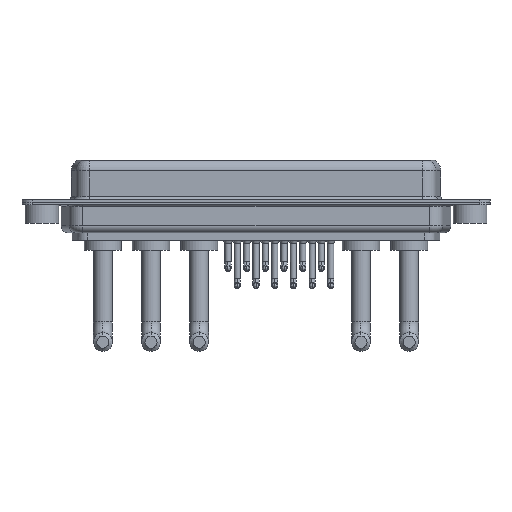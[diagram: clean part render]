
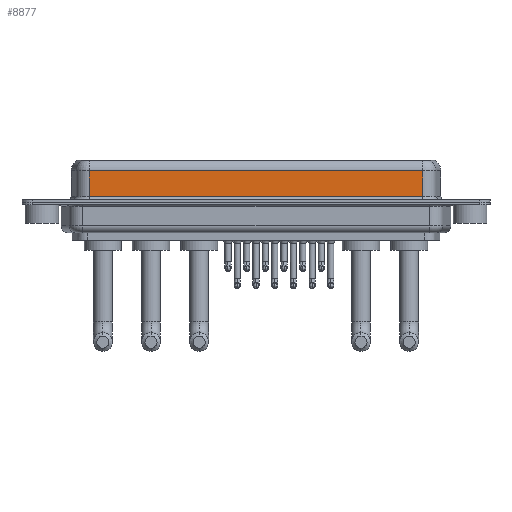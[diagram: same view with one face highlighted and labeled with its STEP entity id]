
A CAD part, front view. The second image highlights one B-rep face of the part: STEP entity #8877.
In plain terms, the highlighted planar face has unit normal (0, -1, 0).
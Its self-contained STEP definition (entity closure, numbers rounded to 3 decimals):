
#319 = CARTESIAN_POINT ( 'NONE',  ( 56.462, -3.95, 0.9 ) ) ;
#1112 = DIRECTION ( 'NONE',  ( 0., 1., 0. ) ) ;
#1974 = VERTEX_POINT ( 'NONE', #17648 ) ;
#3583 = AXIS2_PLACEMENT_3D ( 'NONE', #5751, #1112, #11973 ) ;
#3854 = DIRECTION ( 'NONE',  ( 0., 0., -1. ) ) ;
#4273 = VECTOR ( 'NONE', #3854, 1000. ) ;
#5300 = CARTESIAN_POINT ( 'NONE',  ( 56.462, -3.95, 6.4 ) ) ;
#5472 = CARTESIAN_POINT ( 'NONE',  ( 56.462, -3.95, 4.65 ) ) ;
#5574 = DIRECTION ( 'NONE',  ( -1., 0., 0. ) ) ;
#5648 = PLANE ( 'NONE',  #3583 ) ;
#5671 = CARTESIAN_POINT ( 'NONE',  ( 7.038, -3.95, 4.65 ) ) ;
#5751 = CARTESIAN_POINT ( 'NONE',  ( 56.462, -3.95, 6.4 ) ) ;
#6579 = DIRECTION ( 'NONE',  ( 1., 0., 0. ) ) ;
#6790 = ORIENTED_EDGE ( 'NONE', *, *, #10227, .T. ) ;
#7081 = CARTESIAN_POINT ( 'NONE',  ( 56.462, -3.95, 0.9 ) ) ;
#8002 = CARTESIAN_POINT ( 'NONE',  ( 56.462, -3.95, 4.65 ) ) ;
#8179 = VECTOR ( 'NONE', #6579, 1000. ) ;
#8746 = LINE ( 'NONE', #5472, #11752 ) ;
#8877 = ADVANCED_FACE ( 'NONE', ( #15485 ), #5648, .F. ) ;
#9649 = EDGE_CURVE ( 'NONE', #15232, #10683, #16073, .T. ) ;
#10227 = EDGE_CURVE ( 'NONE', #15232, #16308, #8746, .T. ) ;
#10325 = ORIENTED_EDGE ( 'NONE', *, *, #9649, .F. ) ;
#10338 = EDGE_CURVE ( 'NONE', #16308, #1974, #17054, .T. ) ;
#10473 = EDGE_CURVE ( 'NONE', #1974, #10683, #17463, .T. ) ;
#10683 = VERTEX_POINT ( 'NONE', #7081 ) ;
#11752 = VECTOR ( 'NONE', #5574, 1000. ) ;
#11973 = DIRECTION ( 'NONE',  ( 0., 0., 1. ) ) ;
#13858 = CARTESIAN_POINT ( 'NONE',  ( 7.038, -3.95, 6.4 ) ) ;
#14738 = VECTOR ( 'NONE', #18690, 1000. ) ;
#15086 = ORIENTED_EDGE ( 'NONE', *, *, #10473, .T. ) ;
#15232 = VERTEX_POINT ( 'NONE', #8002 ) ;
#15485 = FACE_OUTER_BOUND ( 'NONE', #15932, .T. ) ;
#15580 = ORIENTED_EDGE ( 'NONE', *, *, #10338, .T. ) ;
#15932 = EDGE_LOOP ( 'NONE', ( #10325, #6790, #15580, #15086 ) ) ;
#16073 = LINE ( 'NONE', #5300, #4273 ) ;
#16308 = VERTEX_POINT ( 'NONE', #5671 ) ;
#17054 = LINE ( 'NONE', #13858, #14738 ) ;
#17463 = LINE ( 'NONE', #319, #8179 ) ;
#17648 = CARTESIAN_POINT ( 'NONE',  ( 7.038, -3.95, 0.9 ) ) ;
#18690 = DIRECTION ( 'NONE',  ( 0., 0., -1. ) ) ;
